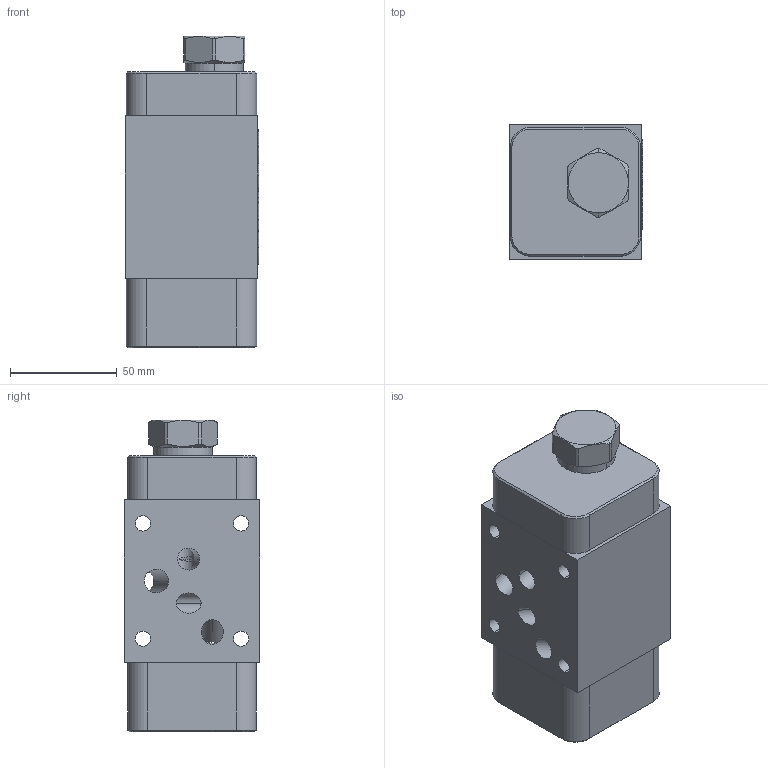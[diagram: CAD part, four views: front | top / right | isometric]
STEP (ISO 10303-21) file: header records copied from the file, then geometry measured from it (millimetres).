
FILE_DESCRIPTION((''),'2;1');
FILE_NAME('Z3Q_ASM','2019-10-30T',('ProEService'),(''),'PRO/ENGINEER BY PARAMETRIC TECHNOLOGY CORPORATION, 2014200','PRO/ENGINEER BY PARAMETRIC TECHNOLOGY CORPORATION, 2014200','');
FILE_SCHEMA(('CONFIG_CONTROL_DESIGN'));
Length unit declared in the file: inch
Products named in the file (4): 153-852; 500-001-014; CXFAXCN; Z3Q_ASM
Assembly tree (7 placements, depth 2):
  Z3Q_ASM
    153-852
    500-001-014  x5
    CXFAXCN
Bounding box: 62.46 x 63.5 x 146.05 mm (x, y, z)
Volume: 433379.8 mm3; surface area: 70562.4 mm2
Topology: 9 solids, 9 shells, 273 faces, 905 edges, 777 vertices
Faces by surface type: cylinder 102, plane 52, cone 48, revolution 28, torus 26, sphere 17
Entity records: 11667 total; most frequent: CARTESIAN_POINT 4257, DIRECTION 1569, ORIENTED_EDGE 1206, EDGE_CURVE 603, AXIS2_PLACEMENT_3D 548, VECTOR 461, LINE 461, VERTEX_POINT 368
